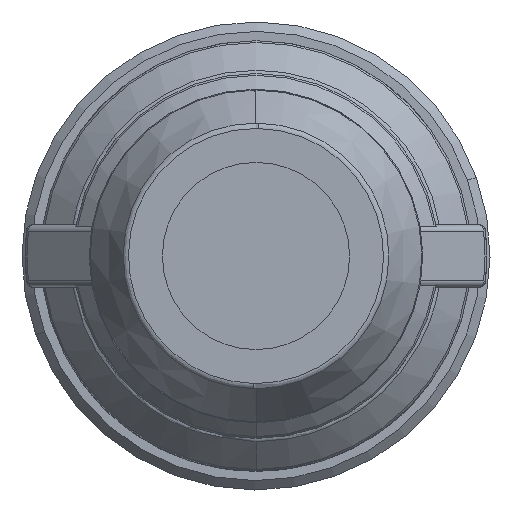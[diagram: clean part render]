
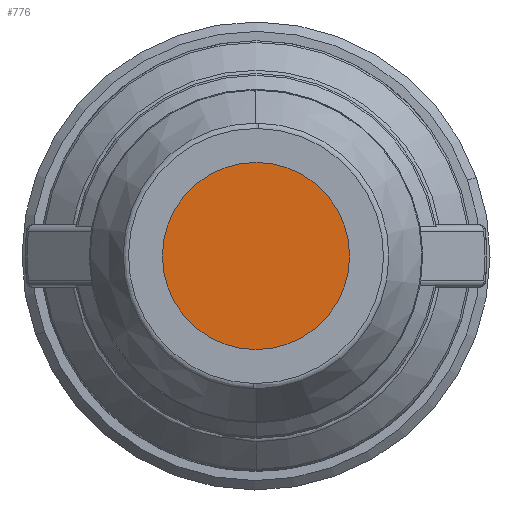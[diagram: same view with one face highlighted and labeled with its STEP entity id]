
A CAD part, front view. The second image highlights one B-rep face of the part: STEP entity #776.
In plain terms, the highlighted planar face has unit normal (0, -1, 0).
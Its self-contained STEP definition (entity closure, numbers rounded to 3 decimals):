
#776=ADVANCED_FACE('',(#1053),#1014,.T.);
#1014=PLANE('',#3751);
#1053=FACE_OUTER_BOUND('',#1227,.T.);
#1227=EDGE_LOOP('',(#1547));
#1547=ORIENTED_EDGE('',*,*,#2938,.F.);
#2577=VERTEX_POINT('',#5429);
#2938=EDGE_CURVE('',#2577,#2577,#3453,.T.);
#3453=CIRCLE('',#3750,3.);
#3750=AXIS2_PLACEMENT_3D('',#5428,#4274,#4275);
#3751=AXIS2_PLACEMENT_3D('',#5430,#4276,#4277);
#4274=DIRECTION('',(0.,1.,0.));
#4275=DIRECTION('',(-1.,0.,0.));
#4276=DIRECTION('',(0.,-1.,0.));
#4277=DIRECTION('',(0.,0.,1.));
#5428=CARTESIAN_POINT('',(0.,-98.7,0.));
#5429=CARTESIAN_POINT('',(-3.,-98.7,0.));
#5430=CARTESIAN_POINT('',(0.,-98.7,0.));
